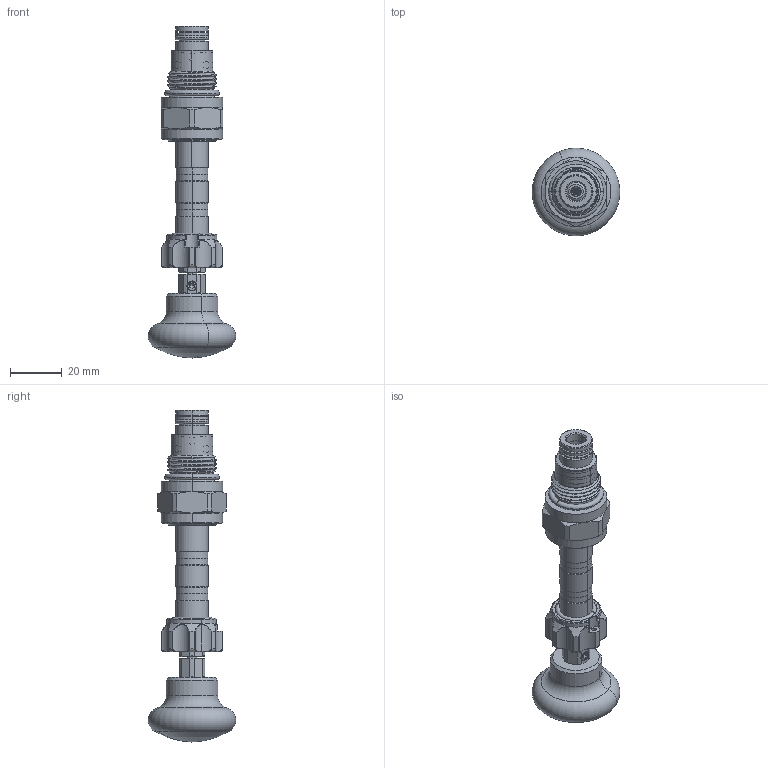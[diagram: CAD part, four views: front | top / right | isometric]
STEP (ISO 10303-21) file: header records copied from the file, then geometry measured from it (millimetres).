
FILE_DESCRIPTION (( 'STEP AP203' ), '1' );
FILE_NAME ('EP08W2A07H85.STEP', '2021-03-11T05:01:03', ( '' ), ( '' ), 'SwSTEP 2.0', 'SolidWorks 2018', '' );
FILE_SCHEMA (( 'CONFIG_CONTROL_DESIGN' ));
Length unit declared in the file: millimetre
Products named in the file (1): EP08W2A07H85
Bounding box: 33.95 x 33.95 x 128.67 mm (x, y, z)
Volume: 30725.2 mm3; surface area: 23166.7 mm2
Topology: 19 solids, 19 shells, 748 faces, 1879 edges, 1162 vertices
Faces by surface type: cylinder 349, cone 147, plane 107, bspline 78, torus 65, sphere 2
Entity records: 44213 total; most frequent: CARTESIAN_POINT 27526, ORIENTED_EDGE 3734, DIRECTION 3246, EDGE_CURVE 1867, AXIS2_PLACEMENT_3D 1345, VERTEX_POINT 1162, EDGE_LOOP 809, FACE_OUTER_BOUND 748
